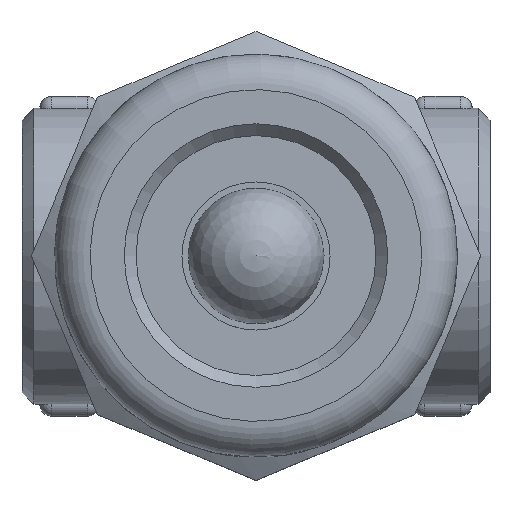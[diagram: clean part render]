
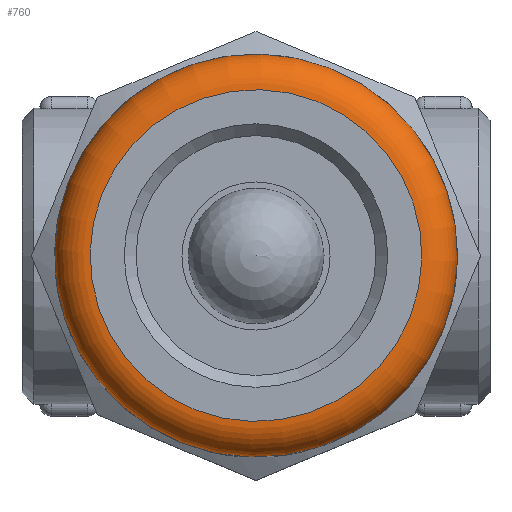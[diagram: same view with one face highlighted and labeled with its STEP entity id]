
A CAD part, top view. The second image highlights one B-rep face of the part: STEP entity #760.
In plain terms, the highlighted toroidal (fillet/blend) face has major radius 28 mm and minor radius 6 mm.
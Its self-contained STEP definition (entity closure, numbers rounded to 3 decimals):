
#733=CARTESIAN_POINT('',(0.,0.,73.));
#734=DIRECTION('',(0.0,0.,1.0));
#735=DIRECTION('',(1.0,0.0,0.0));
#736=AXIS2_PLACEMENT_3D('',#733,#734,#735);
#737=TOROIDAL_SURFACE('',#736,28.,6.);
#738=CARTESIAN_POINT('',(33.63,5.,73.));
#739=VERTEX_POINT('',#738);
#740=CARTESIAN_POINT('',(0.,0.,73.));
#741=DIRECTION('',(0.,0.,1.0));
#742=DIRECTION('',(-0.989,-0.147,0.));
#743=AXIS2_PLACEMENT_3D('',#740,#741,#742);
#744=CIRCLE('',#743,34.);
#745=EDGE_CURVE('',#739,#739,#744,.T.);
#746=ORIENTED_EDGE('',*,*,#745,.T.);
#747=EDGE_LOOP('',(#746));
#748=FACE_OUTER_BOUND('',#747,.T.);
#749=CARTESIAN_POINT('',(27.696,4.118,79.));
#750=VERTEX_POINT('',#749);
#751=CARTESIAN_POINT('',(0.,0.,79.));
#752=DIRECTION('',(0.,0.,-1.0));
#753=DIRECTION('',(-0.989,-0.147,0.));
#754=AXIS2_PLACEMENT_3D('',#751,#752,#753);
#755=CIRCLE('',#754,28.);
#756=EDGE_CURVE('',#750,#750,#755,.T.);
#757=ORIENTED_EDGE('',*,*,#756,.T.);
#758=EDGE_LOOP('',(#757));
#759=FACE_BOUND('',#758,.T.);
#760=ADVANCED_FACE('',(#748,#759),#737,.T.);
